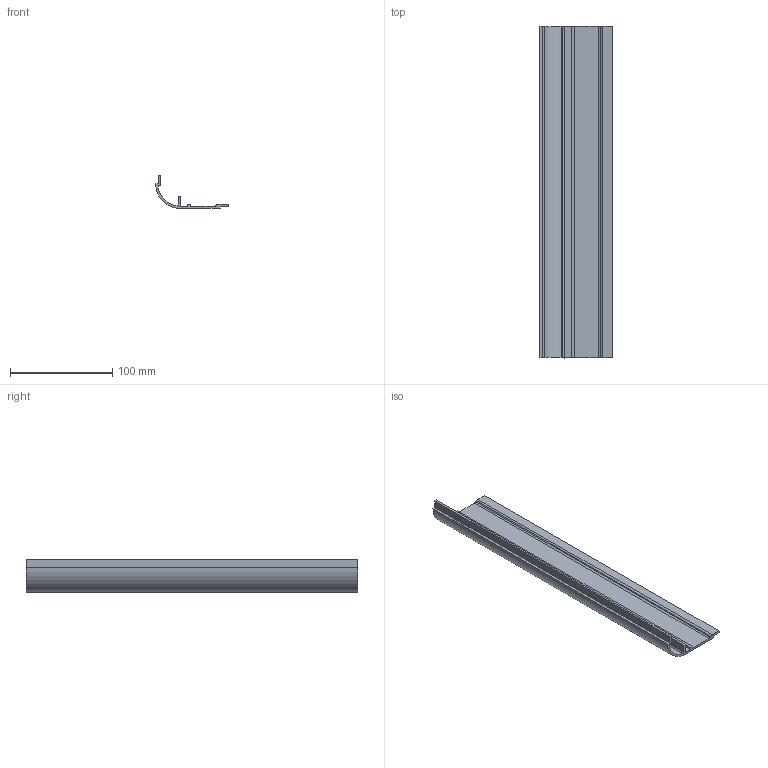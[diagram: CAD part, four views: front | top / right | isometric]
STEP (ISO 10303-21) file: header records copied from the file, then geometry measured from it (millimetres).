
FILE_DESCRIPTION(/* description */ (''),/* implementation_level */ '2;1');
FILE_NAME(/* name */ 'E4 v4.step',/* time_stamp */ '2018-10-31T11:50:22-06:00',/* author */ (''),/* organization */ (''),/* preprocessor_version */ 'ST-DEVELOPER v17.2',/* originating_system */ 'Autodesk Translation Framework v7.6.0.251',/* authorisation */ '');
FILE_SCHEMA (('AUTOMOTIVE_DESIGN { 1 0 10303 214 3 1 1 }'));
Length unit declared in the file: millimetre
Products named in the file (1): E4
Bounding box: 71.25 x 325.4 x 32.2 mm (x, y, z)
Volume: 74807.5 mm3; surface area: 71364.4 mm2
Topology: 1 solids, 1 shells, 28 faces, 78 edges, 52 vertices
Faces by surface type: plane 21, cylinder 7
Entity records: 936 total; most frequent: CARTESIAN_POINT 159, ORIENTED_EDGE 156, DIRECTION 150, EDGE_CURVE 78, LINE 64, VECTOR 64, VERTEX_POINT 52, AXIS2_PLACEMENT_3D 43
